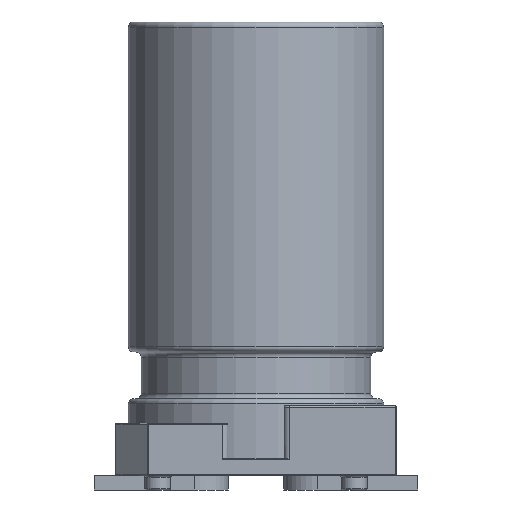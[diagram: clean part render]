
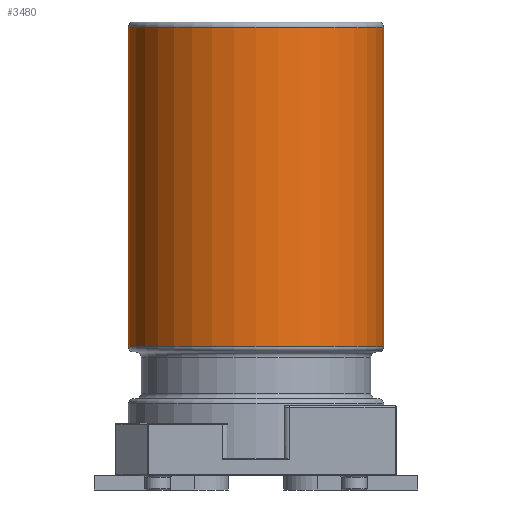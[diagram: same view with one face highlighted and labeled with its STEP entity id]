
A CAD part, front view. The second image highlights one B-rep face of the part: STEP entity #3480.
In plain terms, the highlighted cylindrical face has radius 1.5 mm (diameter 3 mm), a full revolution.
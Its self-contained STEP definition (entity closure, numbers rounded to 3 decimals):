
#317=CYLINDRICAL_SURFACE('',#3818,1.5);
#462=FACE_OUTER_BOUND('',#637,.T.);
#637=EDGE_LOOP('',(#3153,#3154,#3155,#3156,#3157,#3158));
#830=LINE('',#6532,#1012);
#1012=VECTOR('',#4621,1.5);
#1194=CIRCLE('',#3816,1.5);
#1195=CIRCLE('',#3817,1.5);
#1196=CIRCLE('',#3819,1.5);
#1197=CIRCLE('',#3820,1.5);
#1611=VERTEX_POINT('',#6525);
#1612=VERTEX_POINT('',#6527);
#1613=VERTEX_POINT('',#6531);
#1614=VERTEX_POINT('',#6533);
#2138=EDGE_CURVE('',#1611,#1612,#1194,.T.);
#2139=EDGE_CURVE('',#1612,#1611,#1195,.T.);
#2140=EDGE_CURVE('',#1612,#1613,#830,.T.);
#2141=EDGE_CURVE('',#1614,#1613,#1196,.T.);
#2142=EDGE_CURVE('',#1613,#1614,#1197,.T.);
#3153=ORIENTED_EDGE('',*,*,#2139,.F.);
#3154=ORIENTED_EDGE('',*,*,#2140,.T.);
#3155=ORIENTED_EDGE('',*,*,#2141,.F.);
#3156=ORIENTED_EDGE('',*,*,#2142,.F.);
#3157=ORIENTED_EDGE('',*,*,#2140,.F.);
#3158=ORIENTED_EDGE('',*,*,#2138,.F.);
#3480=ADVANCED_FACE('',(#462),#317,.T.);
#3816=AXIS2_PLACEMENT_3D('',#6528,#4615,#4616);
#3817=AXIS2_PLACEMENT_3D('',#6529,#4617,#4618);
#3818=AXIS2_PLACEMENT_3D('',#6530,#4619,#4620);
#3819=AXIS2_PLACEMENT_3D('',#6534,#4622,#4623);
#3820=AXIS2_PLACEMENT_3D('',#6535,#4624,#4625);
#4615=DIRECTION('center_axis',(0.,0.,1.));
#4616=DIRECTION('ref_axis',(0.,1.,0.));
#4617=DIRECTION('center_axis',(0.,0.,1.));
#4618=DIRECTION('ref_axis',(0.,1.,0.));
#4619=DIRECTION('center_axis',(0.,0.,1.));
#4620=DIRECTION('ref_axis',(0.,1.,0.));
#4621=DIRECTION('',(0.,0.,-1.));
#4622=DIRECTION('center_axis',(0.,0.,-1.));
#4623=DIRECTION('ref_axis',(0.,-1.,0.));
#4624=DIRECTION('center_axis',(0.,0.,-1.));
#4625=DIRECTION('ref_axis',(0.,-1.,0.));
#6525=CARTESIAN_POINT('',(0.,1.5,5.44));
#6527=CARTESIAN_POINT('',(0.,-1.5,5.44));
#6528=CARTESIAN_POINT('Origin',(0.,0.,5.44));
#6529=CARTESIAN_POINT('Origin',(0.,0.,5.44));
#6530=CARTESIAN_POINT('Origin',(0.,0.,0.371));
#6531=CARTESIAN_POINT('',(0.,-1.5,1.683));
#6532=CARTESIAN_POINT('',(0.,-1.5,0.371));
#6533=CARTESIAN_POINT('',(0.,1.5,1.683));
#6534=CARTESIAN_POINT('Origin',(0.,0.,1.683));
#6535=CARTESIAN_POINT('Origin',(0.,0.,1.683));
